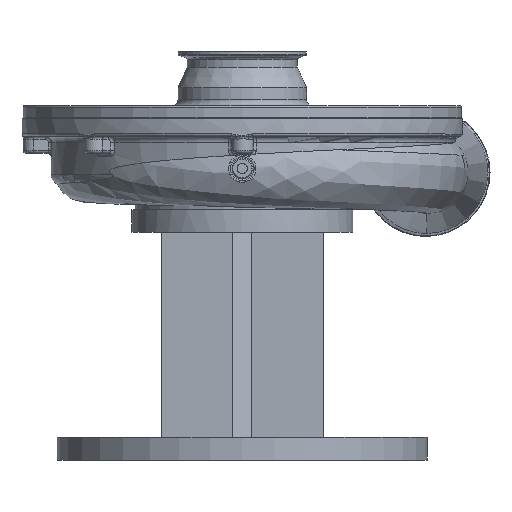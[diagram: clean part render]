
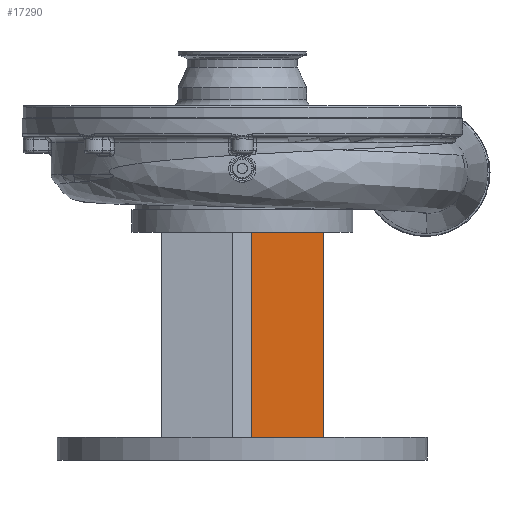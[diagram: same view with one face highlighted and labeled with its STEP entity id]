
A CAD part, front view. The second image highlights one B-rep face of the part: STEP entity #17290.
In plain terms, the highlighted planar face has unit normal (0, -1, 0).
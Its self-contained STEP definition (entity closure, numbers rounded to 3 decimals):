
#325 = VECTOR ( 'NONE', #5144, 1000. ) ;
#506 = CARTESIAN_POINT ( 'NONE',  ( 75., -102.5, 211. ) ) ;
#734 = LINE ( 'NONE', #14325, #325 ) ;
#860 = EDGE_LOOP ( 'NONE', ( #16780, #20987, #8884, #1204 ) ) ;
#1199 = VERTEX_POINT ( 'NONE', #506 ) ;
#1204 = ORIENTED_EDGE ( 'NONE', *, *, #7270, .F. ) ;
#1596 = PLANE ( 'NONE',  #14756 ) ;
#1977 = CARTESIAN_POINT ( 'NONE',  ( 9., -102.5, 21. ) ) ;
#2295 = EDGE_CURVE ( 'NONE', #1199, #20616, #15308, .T. ) ;
#3196 = LINE ( 'NONE', #10053, #4885 ) ;
#3431 = VECTOR ( 'NONE', #22051, 1000. ) ;
#3506 = CARTESIAN_POINT ( 'NONE',  ( 75., -102.5, 363.152 ) ) ;
#4885 = VECTOR ( 'NONE', #16899, 1000. ) ;
#5144 = DIRECTION ( 'NONE',  ( 1., 0., 0. ) ) ;
#6839 = EDGE_CURVE ( 'NONE', #16237, #15372, #21829, .T. ) ;
#7270 = EDGE_CURVE ( 'NONE', #16237, #1199, #3196, .T. ) ;
#8124 = DIRECTION ( 'NONE',  ( 0., 1., 0. ) ) ;
#8129 = CARTESIAN_POINT ( 'NONE',  ( 75., -102.5, 363.152 ) ) ;
#8344 = CARTESIAN_POINT ( 'NONE',  ( 9., -102.5, 211. ) ) ;
#8884 = ORIENTED_EDGE ( 'NONE', *, *, #2295, .F. ) ;
#10053 = CARTESIAN_POINT ( 'NONE',  ( 75., -102.5, 211. ) ) ;
#12046 = FACE_OUTER_BOUND ( 'NONE', #860, .T. ) ;
#14113 = EDGE_CURVE ( 'NONE', #15372, #20616, #734, .T. ) ;
#14325 = CARTESIAN_POINT ( 'NONE',  ( 75., -102.5, 21. ) ) ;
#14756 = AXIS2_PLACEMENT_3D ( 'NONE', #3506, #8124, #15633 ) ;
#14878 = DIRECTION ( 'NONE',  ( 0., 0., -1. ) ) ;
#15308 = LINE ( 'NONE', #8129, #18752 ) ;
#15372 = VERTEX_POINT ( 'NONE', #1977 ) ;
#15408 = CARTESIAN_POINT ( 'NONE',  ( 9., -102.5, 21. ) ) ;
#15633 = DIRECTION ( 'NONE',  ( 0., 0., -1. ) ) ;
#15713 = CARTESIAN_POINT ( 'NONE',  ( 75., -102.5, 21. ) ) ;
#16237 = VERTEX_POINT ( 'NONE', #8344 ) ;
#16780 = ORIENTED_EDGE ( 'NONE', *, *, #6839, .T. ) ;
#16899 = DIRECTION ( 'NONE',  ( 1., 0., 0. ) ) ;
#17290 = ADVANCED_FACE ( 'NONE', ( #12046 ), #1596, .F. ) ;
#18752 = VECTOR ( 'NONE', #14878, 1000. ) ;
#20616 = VERTEX_POINT ( 'NONE', #15713 ) ;
#20987 = ORIENTED_EDGE ( 'NONE', *, *, #14113, .T. ) ;
#21829 = LINE ( 'NONE', #15408, #3431 ) ;
#22051 = DIRECTION ( 'NONE',  ( 0., 0., -1. ) ) ;
